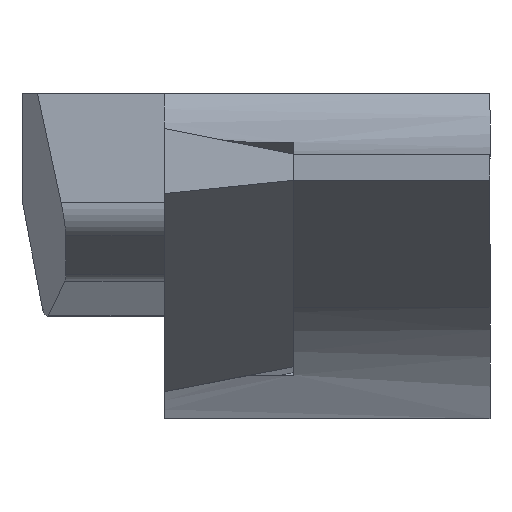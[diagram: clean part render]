
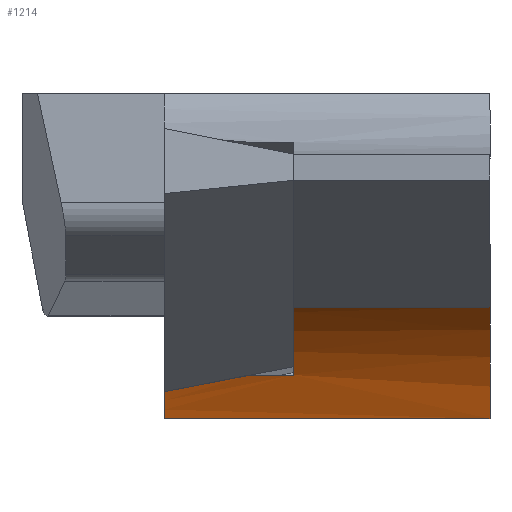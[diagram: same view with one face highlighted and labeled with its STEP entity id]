
A CAD part, left-side view. The second image highlights one B-rep face of the part: STEP entity #1214.
In plain terms, the highlighted cylindrical face has radius 6.1 mm (diameter 12.2 mm), a partial arc.
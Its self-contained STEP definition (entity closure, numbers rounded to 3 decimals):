
#38 = DIRECTION ( 'NONE',  ( 0., 1., 0. ) ) ;
#40 = CARTESIAN_POINT ( 'NONE',  ( -93.45, -3.18, -6.924 ) ) ;
#41 = EDGE_CURVE ( 'NONE', #552, #1207, #733, .T. ) ;
#112 = DIRECTION ( 'NONE',  ( 0., 0., -1. ) ) ;
#119 = CARTESIAN_POINT ( 'NONE',  ( -93.365, -1.418, -7.058 ) ) ;
#124 = EDGE_LOOP ( 'NONE', ( #1072, #713, #1140, #532, #130, #775, #831, #358 ) ) ;
#125 = EDGE_CURVE ( 'NONE', #1296, #1126, #812, .T. ) ;
#127 = CARTESIAN_POINT ( 'NONE',  ( -93.212, -0.007, -7.335 ) ) ;
#130 = ORIENTED_EDGE ( 'NONE', *, *, #1100, .F. ) ;
#131 = CYLINDRICAL_SURFACE ( 'NONE', #1168, 6.1 ) ;
#153 =( BOUNDED_CURVE ( )  B_SPLINE_CURVE ( 3, ( #1105, #1000, #119, #1218 ),
 .UNSPECIFIED., .F., .F. ) 
 B_SPLINE_CURVE_WITH_KNOTS ( ( 4, 4 ),
 ( 5.218, 5.296 ),
 .UNSPECIFIED. ) 
 CURVE ( )  GEOMETRIC_REPRESENTATION_ITEM ( )  RATIONAL_B_SPLINE_CURVE ( ( 1., 0.999, 0.999, 1. ) ) 
 REPRESENTATION_ITEM ( '' )  );
#167 = CARTESIAN_POINT ( 'NONE',  ( -95.014, 125.797, -5.26 ) ) ;
#222 = DIRECTION ( 'NONE',  ( 0., 1., 0. ) ) ;
#228 = DIRECTION ( 'NONE',  ( 0., 0., -1. ) ) ;
#229 = CARTESIAN_POINT ( 'NONE',  ( -95.014, -3.18, -5.26 ) ) ;
#265 = DIRECTION ( 'NONE',  ( 1., 0., 0. ) ) ;
#274 = VERTEX_POINT ( 'NONE', #1017 ) ;
#333 = DIRECTION ( 'NONE',  ( 0., 0., -1. ) ) ;
#334 = CARTESIAN_POINT ( 'NONE',  ( -98.599, -8., -10.195 ) ) ;
#342 = DIRECTION ( 'NONE',  ( 0., -1., 0. ) ) ;
#358 = ORIENTED_EDGE ( 'NONE', *, *, #125, .F. ) ;
#362 = AXIS2_PLACEMENT_3D ( 'NONE', #549, #884, #112 ) ;
#376 = CARTESIAN_POINT ( 'NONE',  ( -98.599, -3.18, -10.195 ) ) ;
#389 = CARTESIAN_POINT ( 'NONE',  ( -93.45, -3.18, -6.924 ) ) ;
#394 = CARTESIAN_POINT ( 'NONE',  ( -98.599, 0., -10.195 ) ) ;
#422 = VECTOR ( 'NONE', #1049, 1000. ) ;
#445 = EDGE_CURVE ( 'NONE', #552, #1296, #1009, .T. ) ;
#487 = EDGE_CURVE ( 'NONE', #274, #1329, #1040, .T. ) ;
#525 = CARTESIAN_POINT ( 'NONE',  ( -95.014, -8., -5.26 ) ) ;
#532 = ORIENTED_EDGE ( 'NONE', *, *, #1377, .F. ) ;
#549 = CARTESIAN_POINT ( 'NONE',  ( -98.599, -3.18, -10.195 ) ) ;
#552 = VERTEX_POINT ( 'NONE', #389 ) ;
#623 = FACE_OUTER_BOUND ( 'NONE', #124, .T. ) ;
#646 = AXIS2_PLACEMENT_3D ( 'NONE', #394, #342, #333 ) ;
#680 = AXIS2_PLACEMENT_3D ( 'NONE', #334, #998, #228 ) ;
#702 = CARTESIAN_POINT ( 'NONE',  ( -98.599, 125.797, -10.195 ) ) ;
#713 = ORIENTED_EDGE ( 'NONE', *, *, #41, .T. ) ;
#733 = LINE ( 'NONE', #40, #975 ) ;
#767 = EDGE_CURVE ( 'NONE', #796, #1207, #153, .T. ) ;
#771 = CARTESIAN_POINT ( 'NONE',  ( -93.45, -2.099, -6.924 ) ) ;
#775 = ORIENTED_EDGE ( 'NONE', *, *, #487, .T. ) ;
#787 = DIRECTION ( 'NONE',  ( 0., -1., 0. ) ) ;
#795 = DIRECTION ( 'NONE',  ( 0., 0., -1. ) ) ;
#796 = VERTEX_POINT ( 'NONE', #127 ) ;
#812 = CIRCLE ( 'NONE', #1221, 6.1 ) ;
#831 = ORIENTED_EDGE ( 'NONE', *, *, #896, .T. ) ;
#835 = CIRCLE ( 'NONE', #646, 6.1 ) ;
#884 = DIRECTION ( 'NONE',  ( 0., -1., 0. ) ) ;
#896 = EDGE_CURVE ( 'NONE', #1329, #1126, #1080, .T. ) ;
#975 = VECTOR ( 'NONE', #222, 1000. ) ;
#998 = DIRECTION ( 'NONE',  ( 0., -1., 0. ) ) ;
#1000 = CARTESIAN_POINT ( 'NONE',  ( -93.286, -0.72, -7.195 ) ) ;
#1009 = CIRCLE ( 'NONE', #362, 6.1 ) ;
#1017 = CARTESIAN_POINT ( 'NONE',  ( -92.908, -8., -8. ) ) ;
#1034 = DIRECTION ( 'NONE',  ( 0., -1., 0. ) ) ;
#1040 = CIRCLE ( 'NONE', #680, 6.1 ) ;
#1049 = DIRECTION ( 'NONE',  ( 0., 1., 0. ) ) ;
#1072 = ORIENTED_EDGE ( 'NONE', *, *, #445, .F. ) ;
#1080 = LINE ( 'NONE', #167, #422 ) ;
#1100 = EDGE_CURVE ( 'NONE', #274, #1304, #1295, .T. ) ;
#1105 = CARTESIAN_POINT ( 'NONE',  ( -93.212, -0.007, -7.335 ) ) ;
#1116 = CARTESIAN_POINT ( 'NONE',  ( -94.856, -3.18, -5.379 ) ) ;
#1126 = VERTEX_POINT ( 'NONE', #229 ) ;
#1140 = ORIENTED_EDGE ( 'NONE', *, *, #767, .F. ) ;
#1168 = AXIS2_PLACEMENT_3D ( 'NONE', #702, #787, #795 ) ;
#1207 = VERTEX_POINT ( 'NONE', #771 ) ;
#1214 = ADVANCED_FACE ( 'NONE', ( #623 ), #131, .F. ) ;
#1218 = CARTESIAN_POINT ( 'NONE',  ( -93.45, -2.099, -6.924 ) ) ;
#1221 = AXIS2_PLACEMENT_3D ( 'NONE', #376, #1034, #265 ) ;
#1262 = VECTOR ( 'NONE', #38, 1000. ) ;
#1295 = LINE ( 'NONE', #1368, #1262 ) ;
#1296 = VERTEX_POINT ( 'NONE', #1116 ) ;
#1304 = VERTEX_POINT ( 'NONE', #1319 ) ;
#1319 = CARTESIAN_POINT ( 'NONE',  ( -92.908, 0., -8. ) ) ;
#1329 = VERTEX_POINT ( 'NONE', #525 ) ;
#1368 = CARTESIAN_POINT ( 'NONE',  ( -92.908, 125.797, -8. ) ) ;
#1377 = EDGE_CURVE ( 'NONE', #1304, #796, #835, .T. ) ;
